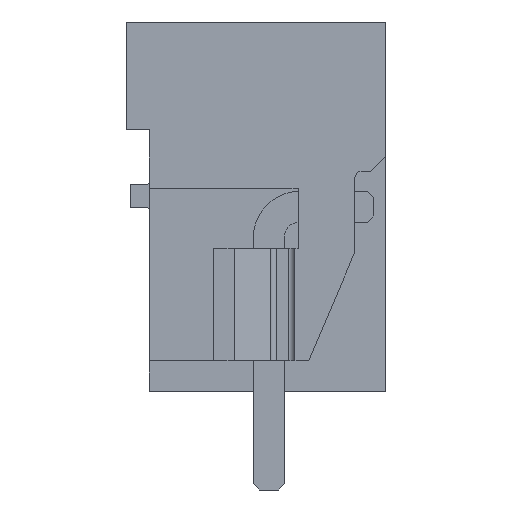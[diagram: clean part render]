
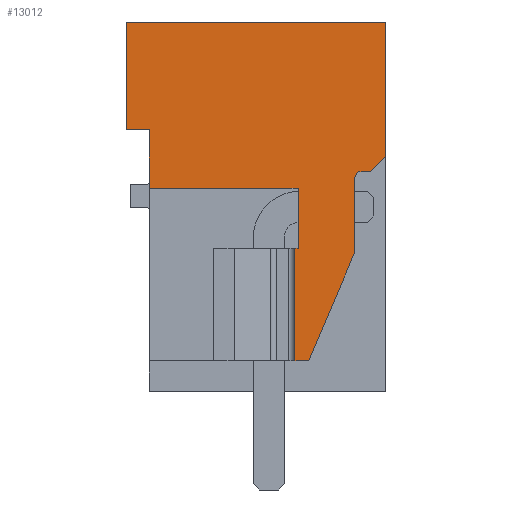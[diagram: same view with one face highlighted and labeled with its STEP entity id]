
A CAD part, left-side view. The second image highlights one B-rep face of the part: STEP entity #13012.
In plain terms, the highlighted planar face has unit normal (-1, 0, 0).
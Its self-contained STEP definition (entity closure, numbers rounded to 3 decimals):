
#12925=AXIS2_PLACEMENT_3D('Plane Axis2P3D',#12922,#12923,#12924) ;
#12978=AXIS2_PLACEMENT_3D('Circle Axis2P3D',#12976,#12977,$) ;
#63=CARTESIAN_POINT('Vertex',(0.,0.,15.2)) ;
#66=CARTESIAN_POINT('Line Origine',(0.,0.,13.023)) ;
#70=CARTESIAN_POINT('Vertex',(0.,0.,10.846)) ;
#147=CARTESIAN_POINT('Vertex',(0.,8.43,15.2)) ;
#150=CARTESIAN_POINT('Line Origine',(0.,4.215,15.2)) ;
#2207=CARTESIAN_POINT('Vertex',(0.,8.43,11.7)) ;
#2210=CARTESIAN_POINT('Line Origine',(0.,8.43,13.45)) ;
#3063=CARTESIAN_POINT('Vertex',(0.,7.68,9.8)) ;
#3066=CARTESIAN_POINT('Line Origine',(0.,7.68,10.75)) ;
#3070=CARTESIAN_POINT('Vertex',(0.,7.68,11.7)) ;
#12870=CARTESIAN_POINT('Line Origine',(0.,8.055,11.7)) ;
#12922=CARTESIAN_POINT('Axis2P3D Location',(0.,0.,0.)) ;
#12927=CARTESIAN_POINT('Line Origine',(0.,5.265,9.8)) ;
#12931=CARTESIAN_POINT('Vertex',(0.,2.85,9.8)) ;
#12934=CARTESIAN_POINT('Line Origine',(0.,2.85,8.825)) ;
#12938=CARTESIAN_POINT('Vertex',(0.,2.85,7.85)) ;
#12941=CARTESIAN_POINT('Line Origine',(0.,2.9,7.85)) ;
#12945=CARTESIAN_POINT('Vertex',(0.,2.95,7.85)) ;
#12948=CARTESIAN_POINT('Line Origine',(0.,2.95,6.025)) ;
#12952=CARTESIAN_POINT('Vertex',(0.,2.95,4.2)) ;
#12955=CARTESIAN_POINT('Line Origine',(0.,2.725,4.2)) ;
#12959=CARTESIAN_POINT('Vertex',(0.,2.5,4.2)) ;
#12962=CARTESIAN_POINT('Line Origine',(0.,1.75,5.968)) ;
#12966=CARTESIAN_POINT('Vertex',(0.,1.,7.736)) ;
#12969=CARTESIAN_POINT('Line Origine',(0.,1.,8.941)) ;
#12973=CARTESIAN_POINT('Vertex',(0.,1.,10.146)) ;
#12976=CARTESIAN_POINT('Axis2P3D Location',(0.,0.8,10.146)) ;
#12980=CARTESIAN_POINT('Vertex',(0.,0.8,10.346)) ;
#12983=CARTESIAN_POINT('Line Origine',(0.,0.65,10.346)) ;
#12987=CARTESIAN_POINT('Vertex',(0.,0.5,10.346)) ;
#12990=CARTESIAN_POINT('Line Origine',(0.,0.25,10.596)) ;
#67=DIRECTION('Vector Direction',(0.,0.,-1.)) ;
#151=DIRECTION('Vector Direction',(0.,-1.,0.)) ;
#2211=DIRECTION('Vector Direction',(0.,0.,-1.)) ;
#3067=DIRECTION('Vector Direction',(0.,0.,-1.)) ;
#12871=DIRECTION('Vector Direction',(0.,-1.,0.)) ;
#12923=DIRECTION('Axis2P3D Direction',(-1.,0.,0.)) ;
#12924=DIRECTION('Axis2P3D XDirection',(0.,0.,1.)) ;
#12928=DIRECTION('Vector Direction',(0.,1.,0.)) ;
#12935=DIRECTION('Vector Direction',(0.,0.,-1.)) ;
#12942=DIRECTION('Vector Direction',(0.,-1.,0.)) ;
#12949=DIRECTION('Vector Direction',(0.,0.,1.)) ;
#12956=DIRECTION('Vector Direction',(0.,-1.,0.)) ;
#12963=DIRECTION('Vector Direction',(0.,-0.391,0.921)) ;
#12970=DIRECTION('Vector Direction',(0.,0.,1.)) ;
#12977=DIRECTION('Axis2P3D Direction',(-1.,0.,0.)) ;
#12984=DIRECTION('Vector Direction',(0.,-1.,0.)) ;
#12991=DIRECTION('Vector Direction',(0.,-0.707,0.707)) ;
#68=VECTOR('Line Direction',#67,1.) ;
#152=VECTOR('Line Direction',#151,1.) ;
#2212=VECTOR('Line Direction',#2211,1.) ;
#3068=VECTOR('Line Direction',#3067,1.) ;
#12872=VECTOR('Line Direction',#12871,1.) ;
#12929=VECTOR('Line Direction',#12928,1.) ;
#12936=VECTOR('Line Direction',#12935,1.) ;
#12943=VECTOR('Line Direction',#12942,1.) ;
#12950=VECTOR('Line Direction',#12949,1.) ;
#12957=VECTOR('Line Direction',#12956,1.) ;
#12964=VECTOR('Line Direction',#12963,1.) ;
#12971=VECTOR('Line Direction',#12970,1.) ;
#12985=VECTOR('Line Direction',#12984,1.) ;
#12992=VECTOR('Line Direction',#12991,1.) ;
#12996=ORIENTED_EDGE('',*,*,#72,.T.) ;
#12997=ORIENTED_EDGE('',*,*,#154,.T.) ;
#12998=ORIENTED_EDGE('',*,*,#2214,.T.) ;
#12999=ORIENTED_EDGE('',*,*,#12874,.T.) ;
#13000=ORIENTED_EDGE('',*,*,#3072,.T.) ;
#13001=ORIENTED_EDGE('',*,*,#12933,.F.) ;
#13002=ORIENTED_EDGE('',*,*,#12940,.F.) ;
#13003=ORIENTED_EDGE('',*,*,#12947,.F.) ;
#13004=ORIENTED_EDGE('',*,*,#12954,.F.) ;
#13005=ORIENTED_EDGE('',*,*,#12961,.F.) ;
#13006=ORIENTED_EDGE('',*,*,#12968,.F.) ;
#13007=ORIENTED_EDGE('',*,*,#12975,.F.) ;
#13008=ORIENTED_EDGE('',*,*,#12982,.F.) ;
#13009=ORIENTED_EDGE('',*,*,#12989,.F.) ;
#13010=ORIENTED_EDGE('',*,*,#12994,.F.) ;
#13012=ADVANCED_FACE('HOUSING',(#13011),#12926,.T.) ;
#12979=CIRCLE('generated circle',#12978,0.2) ;
#72=EDGE_CURVE('',#71,#64,#69,.F.) ;
#154=EDGE_CURVE('',#64,#148,#153,.F.) ;
#2214=EDGE_CURVE('',#148,#2208,#2213,.T.) ;
#3072=EDGE_CURVE('',#3071,#3064,#3069,.T.) ;
#12874=EDGE_CURVE('',#2208,#3071,#12873,.T.) ;
#12933=EDGE_CURVE('',#12932,#3064,#12930,.T.) ;
#12940=EDGE_CURVE('',#12939,#12932,#12937,.F.) ;
#12947=EDGE_CURVE('',#12946,#12939,#12944,.T.) ;
#12954=EDGE_CURVE('',#12953,#12946,#12951,.T.) ;
#12961=EDGE_CURVE('',#12960,#12953,#12958,.F.) ;
#12968=EDGE_CURVE('',#12967,#12960,#12965,.F.) ;
#12975=EDGE_CURVE('',#12974,#12967,#12972,.F.) ;
#12982=EDGE_CURVE('',#12981,#12974,#12979,.T.) ;
#12989=EDGE_CURVE('',#12988,#12981,#12986,.F.) ;
#12994=EDGE_CURVE('',#71,#12988,#12993,.F.) ;
#12995=EDGE_LOOP('',(#12996,#12997,#12998,#12999,#13000,#13001,#13002,#13003,#13004,#13005,#13006,#13007,#13008,#13009,#13010)) ;
#13011=FACE_OUTER_BOUND('',#12995,.T.) ;
#69=LINE('Line',#66,#68) ;
#153=LINE('Line',#150,#152) ;
#2213=LINE('Line',#2210,#2212) ;
#3069=LINE('Line',#3066,#3068) ;
#12873=LINE('Line',#12870,#12872) ;
#12930=LINE('Line',#12927,#12929) ;
#12937=LINE('Line',#12934,#12936) ;
#12944=LINE('Line',#12941,#12943) ;
#12951=LINE('Line',#12948,#12950) ;
#12958=LINE('Line',#12955,#12957) ;
#12965=LINE('Line',#12962,#12964) ;
#12972=LINE('Line',#12969,#12971) ;
#12986=LINE('Line',#12983,#12985) ;
#12993=LINE('Line',#12990,#12992) ;
#12926=PLANE('',#12925) ;
#64=VERTEX_POINT('',#63) ;
#71=VERTEX_POINT('',#70) ;
#148=VERTEX_POINT('',#147) ;
#2208=VERTEX_POINT('',#2207) ;
#3064=VERTEX_POINT('',#3063) ;
#3071=VERTEX_POINT('',#3070) ;
#12932=VERTEX_POINT('',#12931) ;
#12939=VERTEX_POINT('',#12938) ;
#12946=VERTEX_POINT('',#12945) ;
#12953=VERTEX_POINT('',#12952) ;
#12960=VERTEX_POINT('',#12959) ;
#12967=VERTEX_POINT('',#12966) ;
#12974=VERTEX_POINT('',#12973) ;
#12981=VERTEX_POINT('',#12980) ;
#12988=VERTEX_POINT('',#12987) ;
